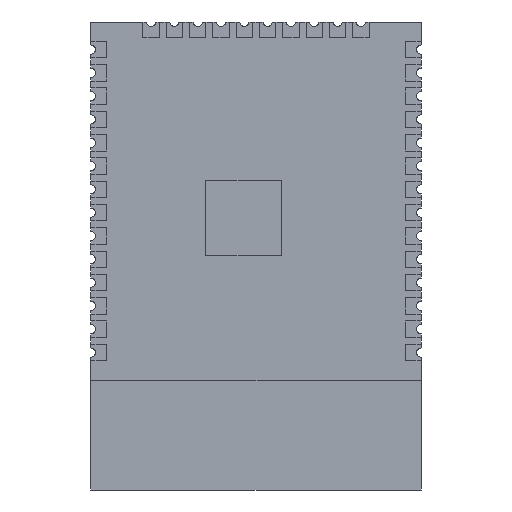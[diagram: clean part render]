
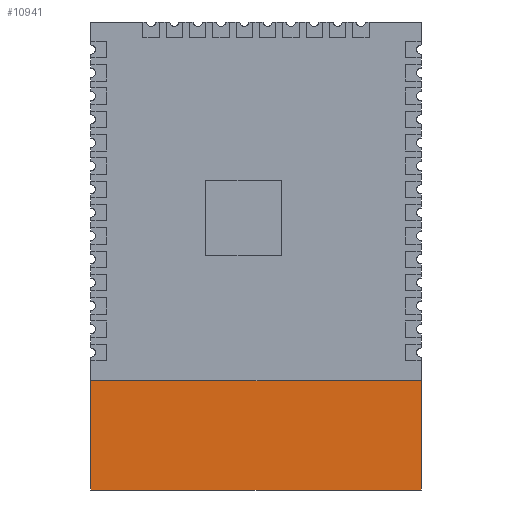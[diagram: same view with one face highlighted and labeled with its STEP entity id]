
A CAD part, front view. The second image highlights one B-rep face of the part: STEP entity #10941.
In plain terms, the highlighted planar face has unit normal (0, -1, 0).
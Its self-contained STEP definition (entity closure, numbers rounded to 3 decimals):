
#1714 = VERTEX_POINT ( 'NONE', #4321 ) ;
#1764 = DIRECTION ( 'NONE',  ( 0., 0., 1. ) ) ;
#4321 = CARTESIAN_POINT ( 'NONE',  ( 9., -1.55, -12.75 ) ) ;
#5093 = CARTESIAN_POINT ( 'NONE',  ( -9., -1.55, -6.81 ) ) ;
#5770 = ORIENTED_EDGE ( 'NONE', *, *, #26198, .T. ) ;
#7415 = CARTESIAN_POINT ( 'NONE',  ( -9., -1.55, -6.81 ) ) ;
#7831 = PLANE ( 'NONE',  #16045 ) ;
#9818 = VERTEX_POINT ( 'NONE', #7415 ) ;
#10026 = VECTOR ( 'NONE', #1764, 1000. ) ;
#10048 = CARTESIAN_POINT ( 'NONE',  ( 0., -1.55, 0. ) ) ;
#10776 = DIRECTION ( 'NONE',  ( 0., 0., -1. ) ) ;
#10941 = ADVANCED_FACE ( 'NONE', ( #16782 ), #7831, .F. ) ;
#12502 = VERTEX_POINT ( 'NONE', #20770 ) ;
#12685 = CARTESIAN_POINT ( 'NONE',  ( 9., -1.55, -12.75 ) ) ;
#14249 = VECTOR ( 'NONE', #10776, 1000. ) ;
#14614 = LINE ( 'NONE', #19855, #14249 ) ;
#15870 = LINE ( 'NONE', #12685, #10026 ) ;
#16045 = AXIS2_PLACEMENT_3D ( 'NONE', #10048, #25630, #20949 ) ;
#16088 = ORIENTED_EDGE ( 'NONE', *, *, #21296, .T. ) ;
#16782 = FACE_OUTER_BOUND ( 'NONE', #22857, .T. ) ;
#18158 = VECTOR ( 'NONE', #23378, 1000. ) ;
#18593 = EDGE_CURVE ( 'NONE', #1714, #27210, #15870, .T. ) ;
#19111 = LINE ( 'NONE', #5093, #23566 ) ;
#19433 = CARTESIAN_POINT ( 'NONE',  ( -9., -1.55, -12.75 ) ) ;
#19855 = CARTESIAN_POINT ( 'NONE',  ( -9., -1.55, -12.75 ) ) ;
#20495 = DIRECTION ( 'NONE',  ( -1., 0., 0. ) ) ;
#20770 = CARTESIAN_POINT ( 'NONE',  ( -9., -1.55, -12.75 ) ) ;
#20949 = DIRECTION ( 'NONE',  ( 0., 0., 1. ) ) ;
#21296 = EDGE_CURVE ( 'NONE', #12502, #1714, #22601, .T. ) ;
#21688 = EDGE_CURVE ( 'NONE', #9818, #12502, #14614, .T. ) ;
#22067 = ORIENTED_EDGE ( 'NONE', *, *, #18593, .T. ) ;
#22601 = LINE ( 'NONE', #19433, #18158 ) ;
#22857 = EDGE_LOOP ( 'NONE', ( #23013, #16088, #22067, #5770 ) ) ;
#23013 = ORIENTED_EDGE ( 'NONE', *, *, #21688, .T. ) ;
#23378 = DIRECTION ( 'NONE',  ( 1., 0., 0. ) ) ;
#23566 = VECTOR ( 'NONE', #20495, 1000. ) ;
#23846 = CARTESIAN_POINT ( 'NONE',  ( 9., -1.55, -6.81 ) ) ;
#25630 = DIRECTION ( 'NONE',  ( 0., 1., 0. ) ) ;
#26198 = EDGE_CURVE ( 'NONE', #27210, #9818, #19111, .T. ) ;
#27210 = VERTEX_POINT ( 'NONE', #23846 ) ;
